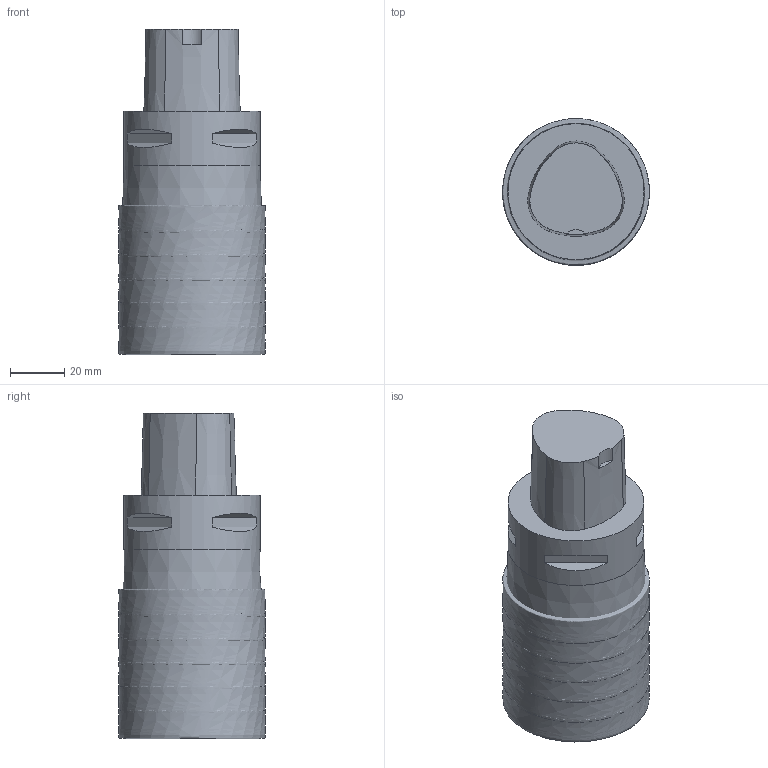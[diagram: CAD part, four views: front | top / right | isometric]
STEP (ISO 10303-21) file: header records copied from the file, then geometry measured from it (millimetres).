
FILE_DESCRIPTION(/* description */ (''),/* implementation_level */ '2;1');
FILE_NAME(/* name */ '1583809266417.stp',/* time_stamp */ '2020-03-10T08:31:22+05:00',/* author */ (''),/* organization */ ('SMS'),/* preprocessor_version */ 'ST-DEVELOPER v16.7',/* originating_system */ 'SIEMENS PLM Software NX 12.0',/* authorisation */ '');
FILE_SCHEMA (('AUTOMOTIVE_DESIGN { 1 0 10303 214 3 1 1 1 }'));
Products named in the file (4): ASSEMBLY_CONSTRUCTION; 202220500mod000_00; 202897700mod000_00; 202897701mod000_00
Assembly tree (8 placements, depth 2):
  202897701mod000_00
    202897700mod000_00
    202220500mod000_00  x6
    ASSEMBLY_CONSTRUCTION
Bounding box: 53.94 x 53.94 x 119.41 mm (x, y, z)
Volume: 269458.6 mm3; surface area: 51933.2 mm2
Topology: 7 solids, 8 shells, 51 faces, 114 edges, 113 vertices
Faces by surface type: cone 22, plane 18, bspline 6, torus 3, cylinder 2
Full cylindrical faces by diameter (mm): 50 x1
Entity records: 34353 total; most frequent: CARTESIAN_POINT 32903, DIRECTION 282, ORIENTED_EDGE 140, AXIS2_PLACEMENT_3D 130, EDGE_LOOP 70, EDGE_CURVE 70, STYLED_ITEM 69, PRESENTATION_STYLE_ASSIGNMENT 69
